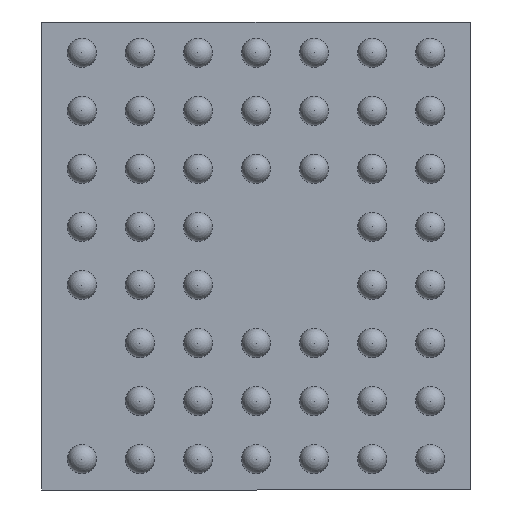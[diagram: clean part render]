
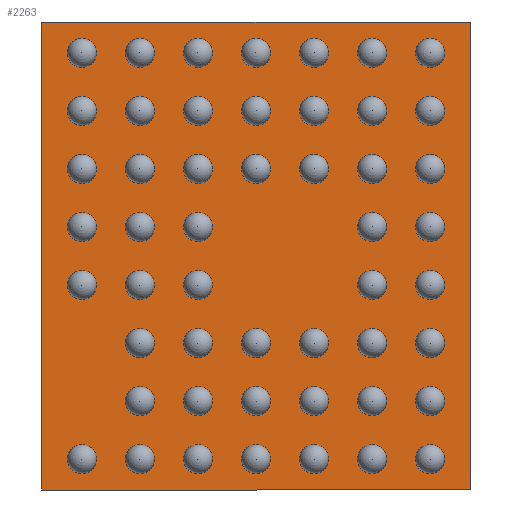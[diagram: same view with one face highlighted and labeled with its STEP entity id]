
A CAD part, front view. The second image highlights one B-rep face of the part: STEP entity #2263.
In plain terms, the highlighted planar face has unit normal (0, -1, 0).
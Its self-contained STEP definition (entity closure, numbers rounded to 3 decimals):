
#193 = CARTESIAN_POINT ( 'NONE',  ( 1.478, 0.15, 1.613 ) ) ;
#208 = DIRECTION ( 'NONE',  ( 0., 0., -1. ) ) ;
#387 = DIRECTION ( 'NONE',  ( 1., 0., 0. ) ) ;
#485 = ORIENTED_EDGE ( 'NONE', *, *, #1424, .T. ) ;
#528 = CARTESIAN_POINT ( 'NONE',  ( -1.478, 0.15, -1.613 ) ) ;
#1144 = FACE_OUTER_BOUND ( 'NONE', #4454, .T. ) ;
#1263 = VECTOR ( 'NONE', #1949, 1000. ) ;
#1295 = CARTESIAN_POINT ( 'NONE',  ( -1.478, 0.15, 1.613 ) ) ;
#1424 = EDGE_CURVE ( 'NONE', #1857, #4162, #3911, .T. ) ;
#1437 = LINE ( 'NONE', #2252, #1263 ) ;
#1456 = DIRECTION ( 'NONE',  ( 1., 0., 0. ) ) ;
#1541 = DIRECTION ( 'NONE',  ( 0., -1., 0. ) ) ;
#1559 = CARTESIAN_POINT ( 'NONE',  ( -1.478, 0.15, -1.613 ) ) ;
#1857 = VERTEX_POINT ( 'NONE', #4507 ) ;
#1915 = PLANE ( 'NONE',  #3452 ) ;
#1939 = ORIENTED_EDGE ( 'NONE', *, *, #4370, .T. ) ;
#1949 = DIRECTION ( 'NONE',  ( -1., 0., 0. ) ) ;
#2131 = CARTESIAN_POINT ( 'NONE',  ( 1.478, 0.15, -1.613 ) ) ;
#2252 = CARTESIAN_POINT ( 'NONE',  ( -1.478, 0.15, 1.613 ) ) ;
#2263 = ADVANCED_FACE ( 'NONE', ( #1144 ), #1915, .T. ) ;
#2280 = EDGE_CURVE ( 'NONE', #4162, #2997, #2853, .T. ) ;
#2851 = CARTESIAN_POINT ( 'NONE',  ( 1.478, 0.15, 1.613 ) ) ;
#2853 = LINE ( 'NONE', #1559, #3636 ) ;
#2908 = LINE ( 'NONE', #2851, #3149 ) ;
#2997 = VERTEX_POINT ( 'NONE', #2131 ) ;
#3149 = VECTOR ( 'NONE', #3226, 1000. ) ;
#3226 = DIRECTION ( 'NONE',  ( 0., 0., 1. ) ) ;
#3452 = AXIS2_PLACEMENT_3D ( 'NONE', #3647, #1541, #1456 ) ;
#3564 = ORIENTED_EDGE ( 'NONE', *, *, #2280, .T. ) ;
#3636 = VECTOR ( 'NONE', #387, 1000. ) ;
#3647 = CARTESIAN_POINT ( 'NONE',  ( 0., 0.15, 0. ) ) ;
#3697 = VECTOR ( 'NONE', #208, 1000. ) ;
#3706 = EDGE_CURVE ( 'NONE', #2997, #3967, #2908, .T. ) ;
#3852 = ORIENTED_EDGE ( 'NONE', *, *, #3706, .T. ) ;
#3911 = LINE ( 'NONE', #1295, #3697 ) ;
#3967 = VERTEX_POINT ( 'NONE', #193 ) ;
#4162 = VERTEX_POINT ( 'NONE', #528 ) ;
#4370 = EDGE_CURVE ( 'NONE', #3967, #1857, #1437, .T. ) ;
#4454 = EDGE_LOOP ( 'NONE', ( #485, #3564, #3852, #1939 ) ) ;
#4507 = CARTESIAN_POINT ( 'NONE',  ( -1.478, 0.15, 1.613 ) ) ;
